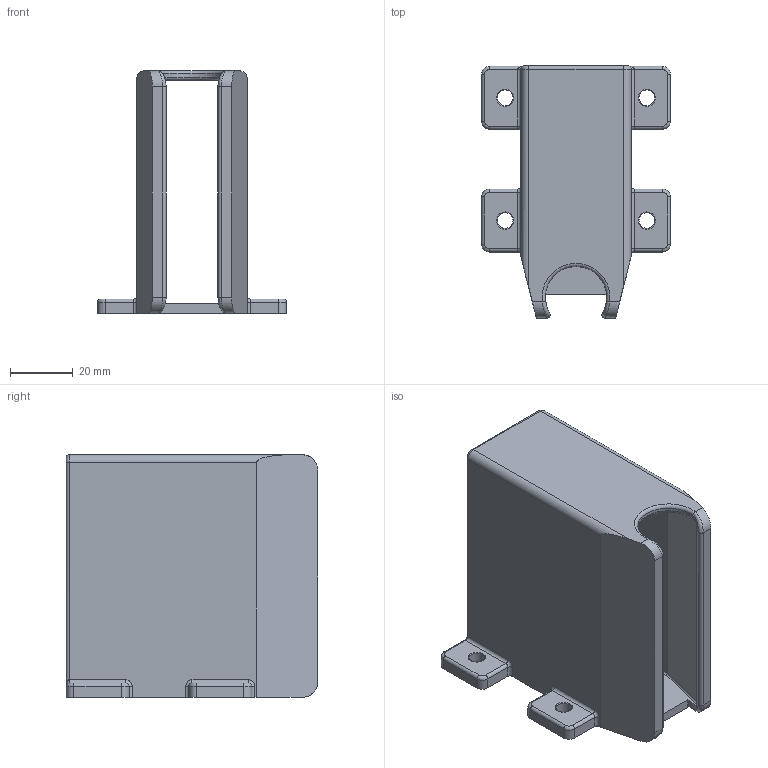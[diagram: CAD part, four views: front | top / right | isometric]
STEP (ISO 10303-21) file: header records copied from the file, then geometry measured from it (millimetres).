
FILE_DESCRIPTION(/* description */ (''),/* implementation_level */ '2;1');
FILE_NAME(/* name */ '18650 v4.step',/* time_stamp */ '2021-01-31T17:50:20-06:00',/* author */ (''),/* organization */ (''),/* preprocessor_version */ 'ST-DEVELOPER v18.1',/* originating_system */ 'Autodesk Translation Framework v9.7.1.1290',/* authorisation */ '');
FILE_SCHEMA (('AUTOMOTIVE_DESIGN { 1 0 10303 214 3 1 1 }'));
Length unit declared in the file: millimetre
Products named in the file (1): 18650
Bounding box: 60 x 80 x 77 mm (x, y, z)
Volume: 49352.4 mm3; surface area: 36507.3 mm2
Topology: 1 solids, 1 shells, 128 faces, 319 edges, 190 vertices
Faces by surface type: cylinder 60, plane 32, torus 28, bspline 8
Full cylindrical faces by diameter (mm): 5 x4
Entity records: 4210 total; most frequent: CARTESIAN_POINT 1088, DIRECTION 683, ORIENTED_EDGE 634, EDGE_CURVE 317, AXIS2_PLACEMENT_3D 269, VERTEX_POINT 190, LINE 145, VECTOR 145
